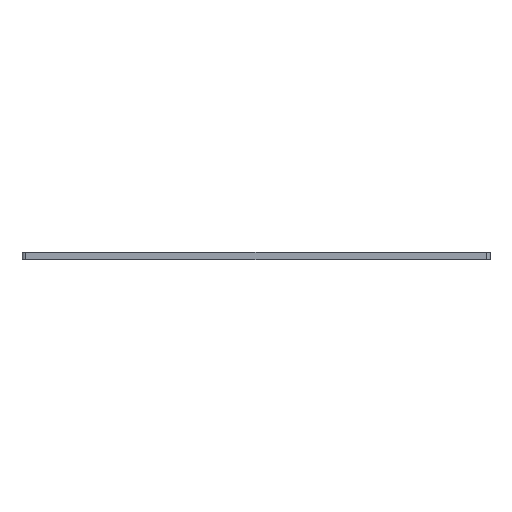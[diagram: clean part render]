
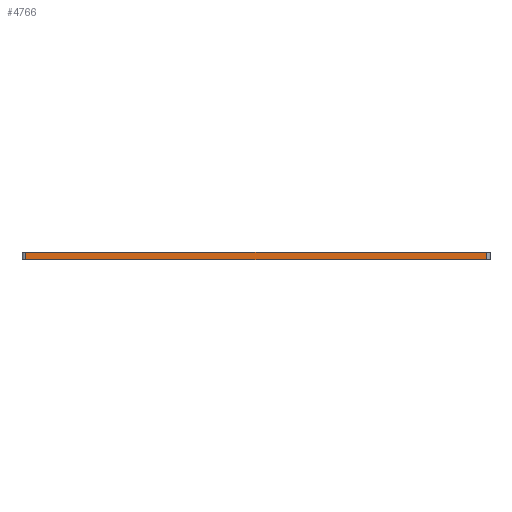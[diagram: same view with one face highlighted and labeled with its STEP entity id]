
A CAD part, left-side view. The second image highlights one B-rep face of the part: STEP entity #4766.
In plain terms, the highlighted planar face has unit normal (-1, 0, 0).
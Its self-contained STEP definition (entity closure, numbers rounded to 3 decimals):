
#73 = PLANE('',#74);
#74 = AXIS2_PLACEMENT_3D('',#75,#76,#77);
#75 = CARTESIAN_POINT('',(50.63,64.2,-2.));
#76 = DIRECTION('',(0.,0.,1.));
#77 = DIRECTION('',(1.,0.,-0.));
#132 = PLANE('',#133);
#133 = AXIS2_PLACEMENT_3D('',#134,#135,#136);
#134 = CARTESIAN_POINT('',(50.63,64.2,0.));
#135 = DIRECTION('',(0.,0.,1.));
#136 = DIRECTION('',(1.,0.,-0.));
#169 = CYLINDRICAL_SURFACE('',#170,1.);
#170 = AXIS2_PLACEMENT_3D('',#171,#172,#173);
#171 = CARTESIAN_POINT('',(1.,127.4,0.));
#172 = DIRECTION('',(-0.,0.,1.));
#173 = DIRECTION('',(1.,0.,-0.));
#306 = VERTEX_POINT('',#307);
#307 = CARTESIAN_POINT('',(0.,127.4,0.));
#333 = EDGE_CURVE('',#334,#306,#336,.T.);
#334 = VERTEX_POINT('',#335);
#335 = CARTESIAN_POINT('',(0.,1.,0.));
#336 = SURFACE_CURVE('',#337,(#341,#348),.PCURVE_S1.);
#337 = LINE('',#338,#339);
#338 = CARTESIAN_POINT('',(0.,1.,0.));
#339 = VECTOR('',#340,1.);
#340 = DIRECTION('',(0.,1.,0.));
#341 = PCURVE('',#132,#342);
#342 = DEFINITIONAL_REPRESENTATION('',(#343),#347);
#343 = LINE('',#344,#345);
#344 = CARTESIAN_POINT('',(-50.63,-63.2));
#345 = VECTOR('',#346,1.);
#346 = DIRECTION('',(0.,1.));
#347 = ( GEOMETRIC_REPRESENTATION_CONTEXT(2) 
PARAMETRIC_REPRESENTATION_CONTEXT() REPRESENTATION_CONTEXT('2D SPACE',''
  ) );
#348 = PCURVE('',#349,#354);
#349 = PLANE('',#350);
#350 = AXIS2_PLACEMENT_3D('',#351,#352,#353);
#351 = CARTESIAN_POINT('',(0.,1.,0.));
#352 = DIRECTION('',(1.,-0.,0.));
#353 = DIRECTION('',(0.,1.,0.));
#354 = DEFINITIONAL_REPRESENTATION('',(#355),#359);
#355 = LINE('',#356,#357);
#356 = CARTESIAN_POINT('',(0.,0.));
#357 = VECTOR('',#358,1.);
#358 = DIRECTION('',(1.,0.));
#359 = ( GEOMETRIC_REPRESENTATION_CONTEXT(2) 
PARAMETRIC_REPRESENTATION_CONTEXT() REPRESENTATION_CONTEXT('2D SPACE',''
  ) );
#382 = CYLINDRICAL_SURFACE('',#383,1.);
#383 = AXIS2_PLACEMENT_3D('',#384,#385,#386);
#384 = CARTESIAN_POINT('',(1.,1.,0.));
#385 = DIRECTION('',(-0.,0.,1.));
#386 = DIRECTION('',(1.,0.,-0.));
#2645 = VERTEX_POINT('',#2646);
#2646 = CARTESIAN_POINT('',(0.,127.4,-2.));
#2672 = EDGE_CURVE('',#2673,#2645,#2675,.T.);
#2673 = VERTEX_POINT('',#2674);
#2674 = CARTESIAN_POINT('',(0.,1.,-2.));
#2675 = SURFACE_CURVE('',#2676,(#2680,#2687),.PCURVE_S1.);
#2676 = LINE('',#2677,#2678);
#2677 = CARTESIAN_POINT('',(0.,1.,-2.));
#2678 = VECTOR('',#2679,1.);
#2679 = DIRECTION('',(0.,1.,0.));
#2680 = PCURVE('',#73,#2681);
#2681 = DEFINITIONAL_REPRESENTATION('',(#2682),#2686);
#2682 = LINE('',#2683,#2684);
#2683 = CARTESIAN_POINT('',(-50.63,-63.2));
#2684 = VECTOR('',#2685,1.);
#2685 = DIRECTION('',(0.,1.));
#2686 = ( GEOMETRIC_REPRESENTATION_CONTEXT(2) 
PARAMETRIC_REPRESENTATION_CONTEXT() REPRESENTATION_CONTEXT('2D SPACE',''
  ) );
#2687 = PCURVE('',#349,#2688);
#2688 = DEFINITIONAL_REPRESENTATION('',(#2689),#2693);
#2689 = LINE('',#2690,#2691);
#2690 = CARTESIAN_POINT('',(0.,-2.));
#2691 = VECTOR('',#2692,1.);
#2692 = DIRECTION('',(1.,0.));
#2693 = ( GEOMETRIC_REPRESENTATION_CONTEXT(2) 
PARAMETRIC_REPRESENTATION_CONTEXT() REPRESENTATION_CONTEXT('2D SPACE',''
  ) );
#4716 = EDGE_CURVE('',#306,#2645,#4717,.T.);
#4717 = SURFACE_CURVE('',#4718,(#4722,#4729),.PCURVE_S1.);
#4718 = LINE('',#4719,#4720);
#4719 = CARTESIAN_POINT('',(0.,127.4,0.));
#4720 = VECTOR('',#4721,1.);
#4721 = DIRECTION('',(0.,0.,-1.));
#4722 = PCURVE('',#169,#4723);
#4723 = DEFINITIONAL_REPRESENTATION('',(#4724),#4728);
#4724 = LINE('',#4725,#4726);
#4725 = CARTESIAN_POINT('',(-3.142,0.));
#4726 = VECTOR('',#4727,1.);
#4727 = DIRECTION('',(-0.,-1.));
#4728 = ( GEOMETRIC_REPRESENTATION_CONTEXT(2) 
PARAMETRIC_REPRESENTATION_CONTEXT() REPRESENTATION_CONTEXT('2D SPACE',''
  ) );
#4729 = PCURVE('',#349,#4730);
#4730 = DEFINITIONAL_REPRESENTATION('',(#4731),#4735);
#4731 = LINE('',#4732,#4733);
#4732 = CARTESIAN_POINT('',(126.4,0.));
#4733 = VECTOR('',#4734,1.);
#4734 = DIRECTION('',(0.,-1.));
#4735 = ( GEOMETRIC_REPRESENTATION_CONTEXT(2) 
PARAMETRIC_REPRESENTATION_CONTEXT() REPRESENTATION_CONTEXT('2D SPACE',''
  ) );
#4766 = ADVANCED_FACE('',(#4767),#349,.F.);
#4767 = FACE_BOUND('',#4768,.F.);
#4768 = EDGE_LOOP('',(#4769,#4790,#4791,#4792));
#4769 = ORIENTED_EDGE('',*,*,#4770,.T.);
#4770 = EDGE_CURVE('',#334,#2673,#4771,.T.);
#4771 = SURFACE_CURVE('',#4772,(#4776,#4783),.PCURVE_S1.);
#4772 = LINE('',#4773,#4774);
#4773 = CARTESIAN_POINT('',(0.,1.,0.));
#4774 = VECTOR('',#4775,1.);
#4775 = DIRECTION('',(0.,0.,-1.));
#4776 = PCURVE('',#349,#4777);
#4777 = DEFINITIONAL_REPRESENTATION('',(#4778),#4782);
#4778 = LINE('',#4779,#4780);
#4779 = CARTESIAN_POINT('',(0.,0.));
#4780 = VECTOR('',#4781,1.);
#4781 = DIRECTION('',(0.,-1.));
#4782 = ( GEOMETRIC_REPRESENTATION_CONTEXT(2) 
PARAMETRIC_REPRESENTATION_CONTEXT() REPRESENTATION_CONTEXT('2D SPACE',''
  ) );
#4783 = PCURVE('',#382,#4784);
#4784 = DEFINITIONAL_REPRESENTATION('',(#4785),#4789);
#4785 = LINE('',#4786,#4787);
#4786 = CARTESIAN_POINT('',(-3.142,0.));
#4787 = VECTOR('',#4788,1.);
#4788 = DIRECTION('',(-0.,-1.));
#4789 = ( GEOMETRIC_REPRESENTATION_CONTEXT(2) 
PARAMETRIC_REPRESENTATION_CONTEXT() REPRESENTATION_CONTEXT('2D SPACE',''
  ) );
#4790 = ORIENTED_EDGE('',*,*,#2672,.T.);
#4791 = ORIENTED_EDGE('',*,*,#4716,.F.);
#4792 = ORIENTED_EDGE('',*,*,#333,.F.);
